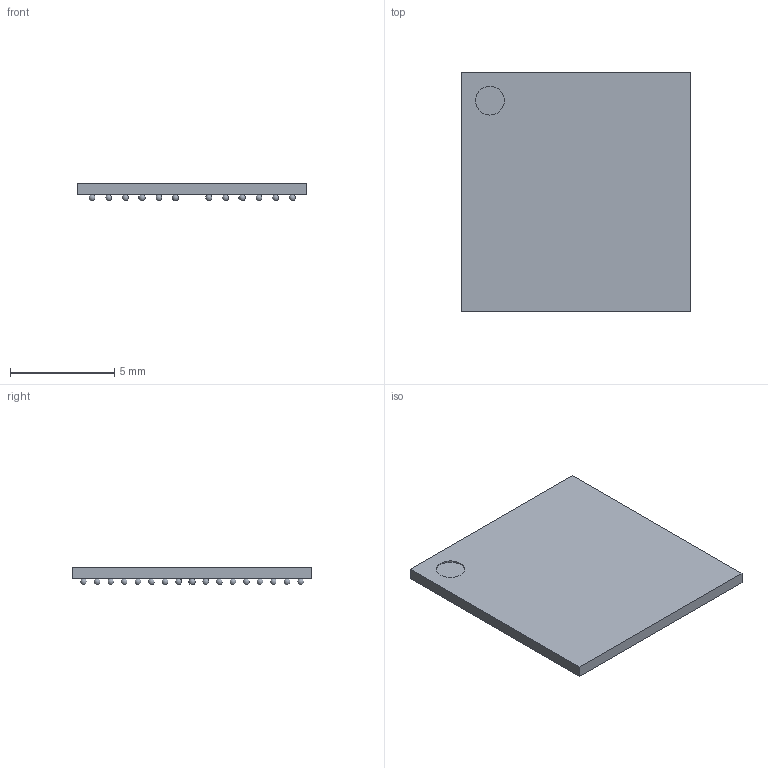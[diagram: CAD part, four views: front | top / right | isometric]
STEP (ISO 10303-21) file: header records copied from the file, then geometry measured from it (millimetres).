
FILE_DESCRIPTION(('FreeCAD Model'),'2;1');
FILE_NAME('964048.1.1.stp','2022-12-23T00:19:36',( 'Author'),(''),'Open CASCADE STEP processor 6.9','FreeCAD','Unknown' );
FILE_SCHEMA(('AUTOMOTIVE_DESIGN { 1 0 10303 214 1 1 1 1 }'));
Length unit declared in the file: millimetre
Products named in the file (180): ASSEMBLY; A1; A2; A3; A4; A5; A6; A8; A9; A10; A11; A12; A13; B1; B2; B3; B4; B5; B6; B8; B9; B10; B11; B12; B13; C2; C3; C4; C5; C6; C8; C9; C10; C11; C12; D2; D3; D4; D5; D6 ...
Assembly tree (179 placements, depth 2):
  ASSEMBLY
    A1
    A2
    A3
    A4
    A5
    A6
    A8
    A9
    A10
    A11
    A12
    A13
    B1
    B2
    B3
    B4
    B5
    B6
    B8
    B9
    B10
    B11
    B12
    B13
    C2
    C3
    C4
    C5
    C6
    C8
    C9
    C10
    C11
    C12
    D2
    D3
    D4
    D5
    D6
    D8
    D9
    D10
    D11
    D12
    E2
    E3
    E4
    E5
    E6
    E8
    E9
    E10
    E11
    E12
    F2
    F3
    F4
    F5
    F6
Bounding box: 11 x 11.5 x 0.85 mm (x, y, z)
Volume: 72 mm3; surface area: 328.4 mm2
Topology: 179 solids, 179 shells, 186 faces, 549 edges, 366 vertices
Faces by surface type: sphere 178, plane 7, cylinder 1
Full cylindrical faces by diameter (mm): 1.375 x1
Entity records: 7556 total; most frequent: DIRECTION 779, CARTESIAN_POINT 599, AXIS2_PLACEMENT_3D 368, PRODUCT_DEFINITION_SHAPE 359, VERTEX_POINT 188, FACE_BOUND 187, ADVANCED_FACE 186, SHAPE_DEFINITION_REPRESENTATION 180
